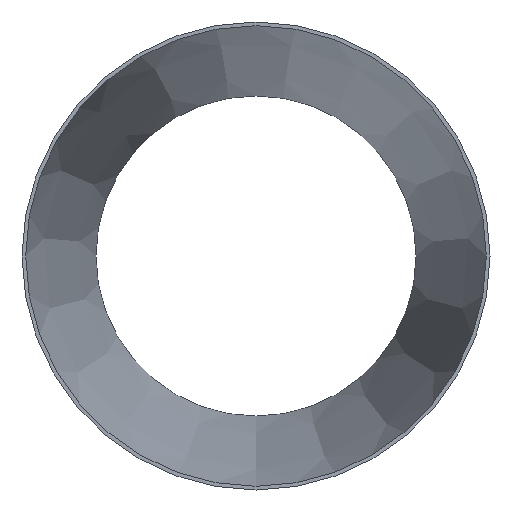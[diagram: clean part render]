
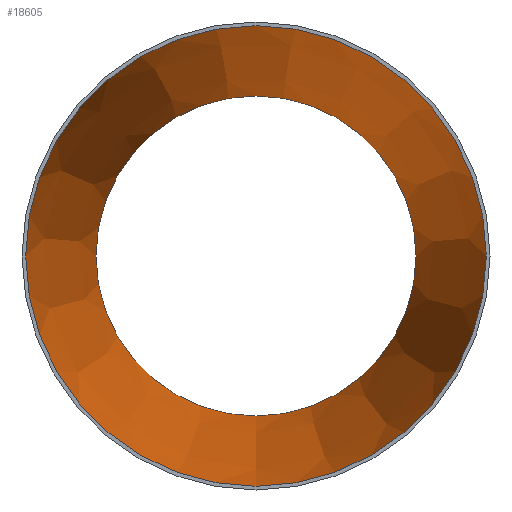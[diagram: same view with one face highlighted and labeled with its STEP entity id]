
A CAD part, front view. The second image highlights one B-rep face of the part: STEP entity #18605.
In plain terms, the highlighted conical face has half-angle 8.531 degrees and reference radius 249.955 mm.
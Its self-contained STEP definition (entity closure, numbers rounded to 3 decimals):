
#1691 = CONICAL_SURFACE ( 'NONE', #12162, 249.955, 0.149 ) ;
#2046 = DIRECTION ( 'NONE',  ( 0., 0., -1. ) ) ;
#3592 = CIRCLE ( 'NONE', #40857, 173.755 ) ;
#6253 = AXIS2_PLACEMENT_3D ( 'NONE', #22625, #8167, #2046 ) ;
#6275 = DIRECTION ( 'NONE',  ( 0., 0., -1. ) ) ;
#8167 = DIRECTION ( 'NONE',  ( 0., -1., 0. ) ) ;
#9456 = DIRECTION ( 'NONE',  ( 0., 0., -1. ) ) ;
#12019 = VERTEX_POINT ( 'NONE', #23612 ) ;
#12162 = AXIS2_PLACEMENT_3D ( 'NONE', #27308, #41264, #6275 ) ;
#16339 = FACE_OUTER_BOUND ( 'NONE', #23408, .T. ) ;
#17705 = EDGE_CURVE ( 'NONE', #27827, #27827, #41243, .T. ) ;
#18605 = ADVANCED_FACE ( 'NONE', ( #33830, #16339 ), #1691, .F. ) ;
#20212 = CARTESIAN_POINT ( 'NONE',  ( 0., 508., 0. ) ) ;
#22625 = CARTESIAN_POINT ( 'NONE',  ( 0., 0., 0. ) ) ;
#23408 = EDGE_LOOP ( 'NONE', ( #41852 ) ) ;
#23612 = CARTESIAN_POINT ( 'NONE',  ( 0., 508., -173.755 ) ) ;
#27308 = CARTESIAN_POINT ( 'NONE',  ( 0., 0., 0. ) ) ;
#27591 = CARTESIAN_POINT ( 'NONE',  ( 0., 0., -249.955 ) ) ;
#27827 = VERTEX_POINT ( 'NONE', #27591 ) ;
#31145 = ORIENTED_EDGE ( 'NONE', *, *, #43891, .F. ) ;
#33830 = FACE_BOUND ( 'NONE', #34249, .T. ) ;
#34249 = EDGE_LOOP ( 'NONE', ( #31145 ) ) ;
#40857 = AXIS2_PLACEMENT_3D ( 'NONE', #20212, #41399, #9456 ) ;
#41243 = CIRCLE ( 'NONE', #6253, 249.955 ) ;
#41264 = DIRECTION ( 'NONE',  ( 0., -1., 0. ) ) ;
#41399 = DIRECTION ( 'NONE',  ( 0., -1., 0. ) ) ;
#41852 = ORIENTED_EDGE ( 'NONE', *, *, #17705, .T. ) ;
#43891 = EDGE_CURVE ( 'NONE', #12019, #12019, #3592, .T. ) ;
